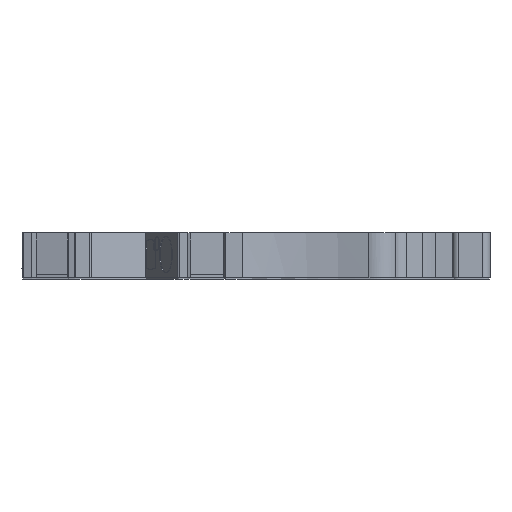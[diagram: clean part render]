
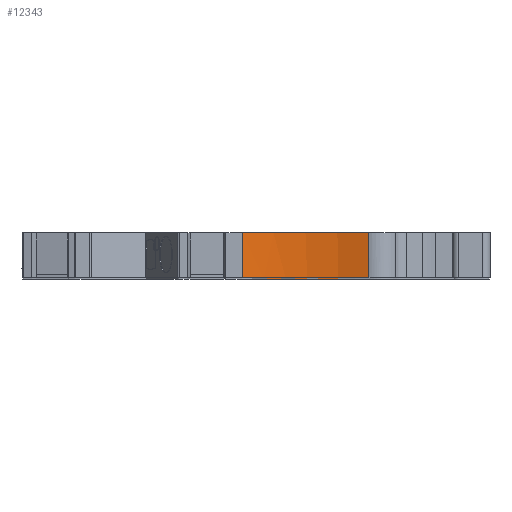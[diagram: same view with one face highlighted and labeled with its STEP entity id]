
A CAD part, left-side view. The second image highlights one B-rep face of the part: STEP entity #12343.
In plain terms, the highlighted cylindrical face has radius 26 mm (diameter 52 mm), a partial arc.
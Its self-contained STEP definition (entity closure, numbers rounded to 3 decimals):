
#696 = EDGE_CURVE ( 'NONE', #1952, #25377, #24907, .T. ) ;
#775 = ORIENTED_EDGE ( 'NONE', *, *, #32365, .F. ) ;
#1035 = AXIS2_PLACEMENT_3D ( 'NONE', #13539, #29515, #15929 ) ;
#1122 = ORIENTED_EDGE ( 'NONE', *, *, #3307, .T. ) ;
#1172 = CARTESIAN_POINT ( 'NONE',  ( -30.379, 34.937, 67.523 ) ) ;
#1921 = CARTESIAN_POINT ( 'NONE',  ( -30.431, 51.706, 67.423 ) ) ;
#1952 = VERTEX_POINT ( 'NONE', #5649 ) ;
#3307 = EDGE_CURVE ( 'NONE', #15178, #26341, #31213, .T. ) ;
#3623 = VERTEX_POINT ( 'NONE', #17414 ) ;
#3969 = CARTESIAN_POINT ( 'NONE',  ( -30.432, 51.709, 67.573 ) ) ;
#4128 = ORIENTED_EDGE ( 'NONE', *, *, #16003, .F. ) ;
#4921 = VECTOR ( 'NONE', #22019, 1000. ) ;
#5649 = CARTESIAN_POINT ( 'NONE',  ( -30.431, 51.706, 67.573 ) ) ;
#5853 = CARTESIAN_POINT ( 'NONE',  ( -30.379, 34.937, 67.423 ) ) ;
#6283 = CIRCLE ( 'NONE', #28893, 26. ) ;
#6775 = CIRCLE ( 'NONE', #29931, 26. ) ;
#7035 = CARTESIAN_POINT ( 'NONE',  ( -30.379, 34.937, 73.573 ) ) ;
#7819 = EDGE_CURVE ( 'NONE', #15178, #13188, #6283, .T. ) ;
#7913 = DIRECTION ( 'NONE',  ( 0., 0., -1. ) ) ;
#7947 = B_SPLINE_CURVE_WITH_KNOTS ( 'NONE', 3,
 ( #29275, #23838, #10222, #10046, #15669, #1921 ),
 .UNSPECIFIED., .F., .F.,
 ( 4, 2, 4 ),
 ( 0., 0.5, 1. ),
 .UNSPECIFIED. ) ;
#9303 = ORIENTED_EDGE ( 'NONE', *, *, #18787, .F. ) ;
#10046 = CARTESIAN_POINT ( 'NONE',  ( -29.025, 46.172, 67.423 ) ) ;
#10222 = CARTESIAN_POINT ( 'NONE',  ( -29.007, 40.48, 67.423 ) ) ;
#10273 = DIRECTION ( 'NONE',  ( -1., 0., 0. ) ) ;
#11881 = FACE_OUTER_BOUND ( 'NONE', #19764, .T. ) ;
#12343 = ADVANCED_FACE ( 'NONE', ( #11881 ), #23724, .F. ) ;
#12688 = CARTESIAN_POINT ( 'NONE',  ( -30.379, 34.937, 73.573 ) ) ;
#12826 = CARTESIAN_POINT ( 'NONE',  ( -30.431, 51.706, 67.423 ) ) ;
#13153 = DIRECTION ( 'NONE',  ( 0., 0., 1. ) ) ;
#13188 = VERTEX_POINT ( 'NONE', #12688 ) ;
#13539 = CARTESIAN_POINT ( 'NONE',  ( -55.017, 43.248, 73.623 ) ) ;
#15178 = VERTEX_POINT ( 'NONE', #18897 ) ;
#15371 = CARTESIAN_POINT ( 'NONE',  ( -30.377, 34.937, 69.573 ) ) ;
#15669 = CARTESIAN_POINT ( 'NONE',  ( -29.505, 49.015, 67.423 ) ) ;
#15929 = DIRECTION ( 'NONE',  ( -1., 0., 0. ) ) ;
#16003 = EDGE_CURVE ( 'NONE', #21789, #25377, #7947, .T. ) ;
#17283 = B_SPLINE_CURVE_WITH_KNOTS ( 'NONE', 3,
 ( #25978, #1172, #30661, #5853 ),
 .UNSPECIFIED., .F., .F.,
 ( 4, 4 ),
 ( 0., 1. ),
 .UNSPECIFIED. ) ;
#17414 = CARTESIAN_POINT ( 'NONE',  ( -30.379, 34.937, 67.573 ) ) ;
#17563 = CARTESIAN_POINT ( 'NONE',  ( -30.377, 34.937, 71.573 ) ) ;
#18027 = B_SPLINE_CURVE_WITH_KNOTS ( 'NONE', 3,
 ( #7035, #17563, #15371, #31653 ),
 .UNSPECIFIED., .F., .F.,
 ( 4, 4 ),
 ( 0.008, 0.976 ),
 .UNSPECIFIED. ) ;
#18787 = EDGE_CURVE ( 'NONE', #13188, #3623, #18027, .T. ) ;
#18897 = CARTESIAN_POINT ( 'NONE',  ( -30.432, 51.709, 73.573 ) ) ;
#18986 = DIRECTION ( 'NONE',  ( 1., 0., 0. ) ) ;
#19764 = EDGE_LOOP ( 'NONE', ( #26007, #1122, #33687, #29820, #4128, #775, #9303 ) ) ;
#21006 = CARTESIAN_POINT ( 'NONE',  ( -55.017, 43.248, 73.573 ) ) ;
#21672 = CARTESIAN_POINT ( 'NONE',  ( -30.431, 51.706, 67.498 ) ) ;
#21789 = VERTEX_POINT ( 'NONE', #25150 ) ;
#22019 = DIRECTION ( 'NONE',  ( 0., 0., -1. ) ) ;
#23264 = CARTESIAN_POINT ( 'NONE',  ( -30.432, 51.709, 73.623 ) ) ;
#23724 = CYLINDRICAL_SURFACE ( 'NONE', #1035, 26. ) ;
#23838 = CARTESIAN_POINT ( 'NONE',  ( -29.47, 37.633, 67.423 ) ) ;
#24907 = LINE ( 'NONE', #21672, #4921 ) ;
#25150 = CARTESIAN_POINT ( 'NONE',  ( -30.379, 34.937, 67.423 ) ) ;
#25377 = VERTEX_POINT ( 'NONE', #12826 ) ;
#25434 = DIRECTION ( 'NONE',  ( 0., 0., -1. ) ) ;
#25978 = CARTESIAN_POINT ( 'NONE',  ( -30.379, 34.937, 67.573 ) ) ;
#26007 = ORIENTED_EDGE ( 'NONE', *, *, #7819, .F. ) ;
#26341 = VERTEX_POINT ( 'NONE', #3969 ) ;
#28893 = AXIS2_PLACEMENT_3D ( 'NONE', #21006, #7913, #18986 ) ;
#29275 = CARTESIAN_POINT ( 'NONE',  ( -30.379, 34.937, 67.423 ) ) ;
#29515 = DIRECTION ( 'NONE',  ( 0., 0., -1. ) ) ;
#29820 = ORIENTED_EDGE ( 'NONE', *, *, #696, .T. ) ;
#29931 = AXIS2_PLACEMENT_3D ( 'NONE', #32870, #13153, #10273 ) ;
#30661 = CARTESIAN_POINT ( 'NONE',  ( -30.379, 34.937, 67.473 ) ) ;
#31213 = LINE ( 'NONE', #23264, #35481 ) ;
#31594 = EDGE_CURVE ( 'NONE', #1952, #26341, #6775, .T. ) ;
#31653 = CARTESIAN_POINT ( 'NONE',  ( -30.379, 34.937, 67.573 ) ) ;
#32365 = EDGE_CURVE ( 'NONE', #3623, #21789, #17283, .T. ) ;
#32870 = CARTESIAN_POINT ( 'NONE',  ( -55.016, 43.245, 67.573 ) ) ;
#33687 = ORIENTED_EDGE ( 'NONE', *, *, #31594, .F. ) ;
#35481 = VECTOR ( 'NONE', #25434, 1000. ) ;
